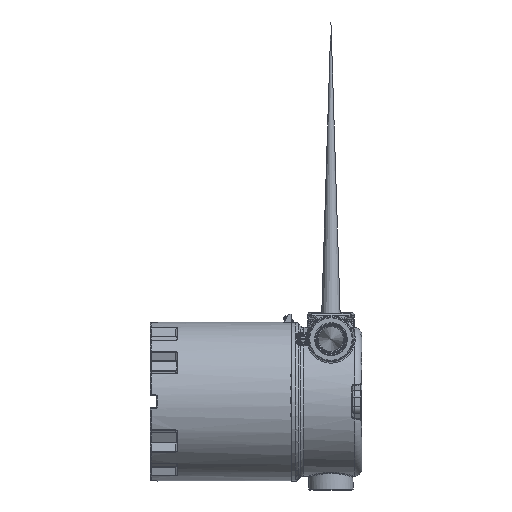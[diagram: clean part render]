
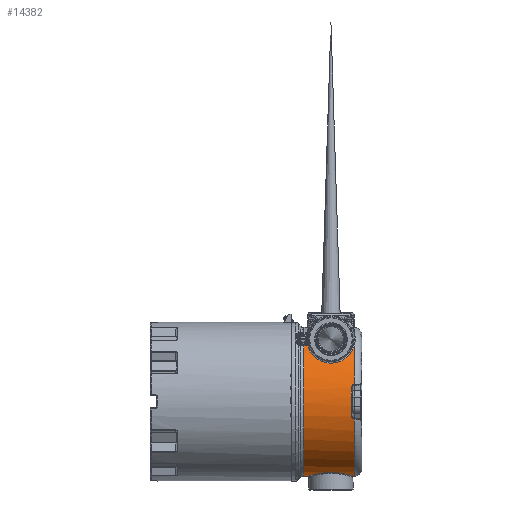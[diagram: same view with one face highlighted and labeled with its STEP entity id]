
A CAD part, left-side view. The second image highlights one B-rep face of the part: STEP entity #14382.
In plain terms, the highlighted cylindrical face has radius 60.198 mm (diameter 120.396 mm), a partial arc.
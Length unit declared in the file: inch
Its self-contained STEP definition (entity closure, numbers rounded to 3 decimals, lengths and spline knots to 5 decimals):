
#674=B_SPLINE_CURVE_WITH_KNOTS('',3,(#23423,#23424,#23425,#23426,#23427,
#23428,#23429,#23430,#23431,#23432),.UNSPECIFIED.,.F.,.F.,(4,1,1,1,1,1,
1,4),(-10.21909,-9.40177,-8.58445,-7.76713,
-6.94982,-6.1325,-5.31518,-4.49787),
 .UNSPECIFIED.);
#697=B_SPLINE_CURVE_WITH_KNOTS('',3,(#24364,#24365,#24366,#24367,#24368,
#24369,#24370),.UNSPECIFIED.,.F.,.F.,(4,1,1,1,4),(-10.86385,-10.08786,
-9.31187,-8.27722,-8.14791),.UNSPECIFIED.);
#698=B_SPLINE_CURVE_WITH_KNOTS('',3,(#24372,#24373,#24374,#24375,#24376,
#24377,#24378),.UNSPECIFIED.,.F.,.F.,(4,1,1,1,4),(-2.71597,-2.32797,
-1.55198,-0.77599,0.),.UNSPECIFIED.);
#699=B_SPLINE_CURVE_WITH_KNOTS('',3,(#24384,#24385,#24386,#24387,#24388,
#24389),.UNSPECIFIED.,.F.,.F.,(4,1,1,4),(0.,0.17016,0.2836,
0.39704),.UNSPECIFIED.);
#700=B_SPLINE_CURVE_WITH_KNOTS('',3,(#24392,#24393,#24394,#24395,#24396),
 .UNSPECIFIED.,.F.,.F.,(4,1,4),(0.,0.17016,0.39705),
 .UNSPECIFIED.);
#1351=CYLINDRICAL_SURFACE('',#15654,2.37);
#1817=FACE_OUTER_BOUND('',#2769,.T.);
#2769=EDGE_LOOP('',(#10994,#10995,#10996,#10997,#10998,#10999,#11000,#11001,
#11002,#11003,#11004,#11005));
#3880=LINE('',#23476,#4831);
#3896=LINE('',#24362,#4847);
#3897=LINE('',#24380,#4848);
#4831=VECTOR('',#17895,0.3937);
#4847=VECTOR('',#18017,0.3937);
#4848=VECTOR('',#18018,0.3937);
#5484=CIRCLE('',#15594,2.37);
#5499=CIRCLE('',#15612,2.37);
#5524=CIRCLE('',#15655,2.37);
#5525=CIRCLE('',#15656,2.37);
#6558=VERTEX_POINT('',#23320);
#6559=VERTEX_POINT('',#23327);
#6565=VERTEX_POINT('',#23421);
#6568=VERTEX_POINT('',#23474);
#6577=VERTEX_POINT('',#23597);
#6609=VERTEX_POINT('',#24361);
#6610=VERTEX_POINT('',#24363);
#6611=VERTEX_POINT('',#24371);
#6612=VERTEX_POINT('',#24379);
#6613=VERTEX_POINT('',#24381);
#6614=VERTEX_POINT('',#24383);
#6615=VERTEX_POINT('',#24390);
#8080=EDGE_CURVE('',#6558,#6559,#5484,.T.);
#8089=EDGE_CURVE('',#6565,#6558,#674,.T.);
#8093=EDGE_CURVE('',#6568,#6565,#3880,.T.);
#8108=EDGE_CURVE('',#6568,#6577,#5499,.T.);
#8171=EDGE_CURVE('',#6577,#6609,#3896,.T.);
#8172=EDGE_CURVE('',#6610,#6609,#697,.T.);
#8173=EDGE_CURVE('',#6611,#6610,#698,.T.);
#8174=EDGE_CURVE('',#6611,#6612,#3897,.T.);
#8175=EDGE_CURVE('',#6613,#6612,#5524,.T.);
#8176=EDGE_CURVE('',#6614,#6613,#699,.T.);
#8177=EDGE_CURVE('',#6615,#6614,#5525,.T.);
#8178=EDGE_CURVE('',#6559,#6615,#700,.T.);
#10994=ORIENTED_EDGE('',*,*,#8093,.F.);
#10995=ORIENTED_EDGE('',*,*,#8108,.T.);
#10996=ORIENTED_EDGE('',*,*,#8171,.T.);
#10997=ORIENTED_EDGE('',*,*,#8172,.F.);
#10998=ORIENTED_EDGE('',*,*,#8173,.F.);
#10999=ORIENTED_EDGE('',*,*,#8174,.T.);
#11000=ORIENTED_EDGE('',*,*,#8175,.F.);
#11001=ORIENTED_EDGE('',*,*,#8176,.F.);
#11002=ORIENTED_EDGE('',*,*,#8177,.F.);
#11003=ORIENTED_EDGE('',*,*,#8178,.F.);
#11004=ORIENTED_EDGE('',*,*,#8080,.F.);
#11005=ORIENTED_EDGE('',*,*,#8089,.F.);
#14382=ADVANCED_FACE('',(#1817),#1351,.T.);
#15594=AXIS2_PLACEMENT_3D('',#23328,#17878,#17879);
#15612=AXIS2_PLACEMENT_3D('',#23599,#17916,#17917);
#15654=AXIS2_PLACEMENT_3D('',#24360,#18015,#18016);
#15655=AXIS2_PLACEMENT_3D('',#24382,#18019,#18020);
#15656=AXIS2_PLACEMENT_3D('',#24391,#18021,#18022);
#17878=DIRECTION('center_axis',(0.,-1.,0.));
#17879=DIRECTION('ref_axis',(1.,0.,0.));
#17895=DIRECTION('',(0.,-1.,0.));
#17916=DIRECTION('center_axis',(0.,-1.,0.));
#17917=DIRECTION('ref_axis',(1.,0.,0.));
#18015=DIRECTION('center_axis',(0.,-1.,0.));
#18016=DIRECTION('ref_axis',(-0.936,0.,-0.353));
#18017=DIRECTION('',(0.,-1.,0.));
#18018=DIRECTION('',(0.,-1.,0.));
#18019=DIRECTION('center_axis',(0.,-1.,0.));
#18020=DIRECTION('ref_axis',(1.,0.,0.));
#18021=DIRECTION('center_axis',(0.,-1.,0.));
#18022=DIRECTION('ref_axis',(-1.,0.,0.));
#23320=CARTESIAN_POINT('',(-1.56781,0.,1.77732));
#23327=CARTESIAN_POINT('',(-2.30628,0.,0.54586));
#23328=CARTESIAN_POINT('Origin',(0.,0.,0.));
#23421=CARTESIAN_POINT('',(-1.56392,1.48107,1.78074));
#23423=CARTESIAN_POINT('Ctrl Pts',(-1.56392,1.48107,1.78074));
#23424=CARTESIAN_POINT('Ctrl Pts',(-1.6419,1.45988,1.71226));
#23425=CARTESIAN_POINT('Ctrl Pts',(-1.78568,1.39474,1.56737));
#23426=CARTESIAN_POINT('Ctrl Pts',(-1.94464,1.20011,1.36043));
#23427=CARTESIAN_POINT('Ctrl Pts',(-2.02676,0.90867,
1.22882));
#23428=CARTESIAN_POINT('Ctrl Pts',(-2.02747,0.57664,
1.22744));
#23429=CARTESIAN_POINT('Ctrl Pts',(-1.94659,0.28423,
1.3575));
#23430=CARTESIAN_POINT('Ctrl Pts',(-1.78889,0.08751,
1.56372));
#23431=CARTESIAN_POINT('Ctrl Pts',(-1.64558,0.02156,
1.70872));
#23432=CARTESIAN_POINT('Ctrl Pts',(-1.56781,0.,
1.77732));
#23474=CARTESIAN_POINT('',(-1.56392,1.60746,1.78074));
#23476=CARTESIAN_POINT('',(-1.56392,0.5751,1.78074));
#23597=CARTESIAN_POINT('',(0.,1.60746,-2.37));
#23599=CARTESIAN_POINT('Origin',(0.,1.60746,0.));
#24360=CARTESIAN_POINT('Origin',(0.,0.5751,0.));
#24361=CARTESIAN_POINT('',(0.,1.47625,-2.37));
#24362=CARTESIAN_POINT('',(0.,0.5751,-2.37));
#24363=CARTESIAN_POINT('',(-0.72667,0.74,-2.25585));
#24364=CARTESIAN_POINT('Ctrl Pts',(-0.72667,0.74,-2.25585));
#24365=CARTESIAN_POINT('Ctrl Pts',(-0.72667,0.85082,
-2.25585));
#24366=CARTESIAN_POINT('Ctrl Pts',(-0.67598,1.07181,
-2.27278));
#24367=CARTESIAN_POINT('Ctrl Pts',(-0.44632,1.36389,
-2.33467));
#24368=CARTESIAN_POINT('Ctrl Pts',(-0.1825,1.47028,
-2.3684));
#24369=CARTESIAN_POINT('Ctrl Pts',(-0.01831,1.47632,
-2.37007));
#24370=CARTESIAN_POINT('Ctrl Pts',(-0.00007,1.47629,
-2.37004));
#24371=CARTESIAN_POINT('',(0.,0.00375,-2.37));
#24372=CARTESIAN_POINT('Ctrl Pts',(-0.00005,0.00391,
-2.36988));
#24373=CARTESIAN_POINT('Ctrl Pts',(-0.05475,0.0039,
-2.36989));
#24374=CARTESIAN_POINT('Ctrl Pts',(-0.21881,0.02233,
-2.36447));
#24375=CARTESIAN_POINT('Ctrl Pts',(-0.46912,0.14568,
-2.32817));
#24376=CARTESIAN_POINT('Ctrl Pts',(-0.6761,0.40799,
-2.27297));
#24377=CARTESIAN_POINT('Ctrl Pts',(-0.72667,0.62918,
-2.25585));
#24378=CARTESIAN_POINT('Ctrl Pts',(-0.72667,0.74,-2.25585));
#24379=CARTESIAN_POINT('',(0.,0.,-2.37));
#24380=CARTESIAN_POINT('',(0.,0.5751,-2.37));
#24381=CARTESIAN_POINT('',(-2.30628,0.,-0.54586));
#24382=CARTESIAN_POINT('Origin',(0.,0.,0.));
#24383=CARTESIAN_POINT('',(-2.32799,0.09375,-0.44425));
#24384=CARTESIAN_POINT('Ctrl Pts',(-2.32799,0.09375,-0.44425));
#24385=CARTESIAN_POINT('Ctrl Pts',(-2.32386,0.09375,
-0.4659));
#24386=CARTESIAN_POINT('Ctrl Pts',(-2.3164,0.08289,
-0.50192));
#24387=CARTESIAN_POINT('Ctrl Pts',(-2.30821,0.04452,
-0.53778));
#24388=CARTESIAN_POINT('Ctrl Pts',(-2.30628,0.01489,
-0.54586));
#24389=CARTESIAN_POINT('Ctrl Pts',(-2.30628,0.,
-0.54586));
#24390=CARTESIAN_POINT('',(-2.32799,0.09375,0.44425));
#24391=CARTESIAN_POINT('Origin',(0.,0.09375,0.));
#24392=CARTESIAN_POINT('Ctrl Pts',(-2.30628,0.,
0.54586));
#24393=CARTESIAN_POINT('Ctrl Pts',(-2.30628,0.02233,
0.54586));
#24394=CARTESIAN_POINT('Ctrl Pts',(-2.31159,0.0732,
0.52394));
#24395=CARTESIAN_POINT('Ctrl Pts',(-2.32248,0.09375,
0.47312));
#24396=CARTESIAN_POINT('Ctrl Pts',(-2.32799,0.09375,
0.44425));
